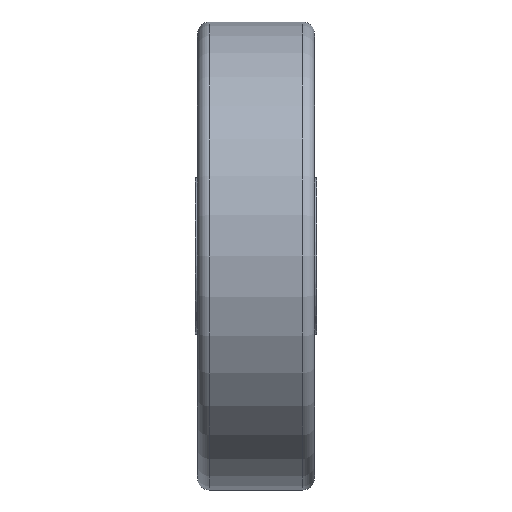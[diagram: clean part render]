
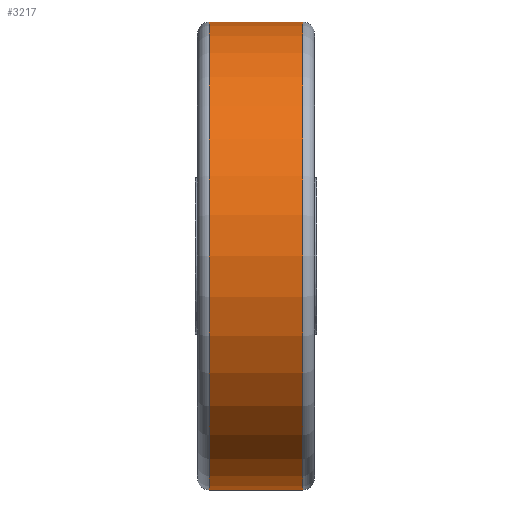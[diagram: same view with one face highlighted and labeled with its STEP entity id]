
A CAD part, front view. The second image highlights one B-rep face of the part: STEP entity #3217.
In plain terms, the highlighted cylindrical face has radius 100 mm (diameter 200 mm), a full revolution.
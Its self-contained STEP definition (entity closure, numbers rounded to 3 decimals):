
#348 = VERTEX_POINT ( 'NONE', #1594 ) ;
#404 = CARTESIAN_POINT ( 'NONE',  ( 20., 0., 0. ) ) ;
#571 = VERTEX_POINT ( 'NONE', #3736 ) ;
#803 = ORIENTED_EDGE ( 'NONE', *, *, #6943, .T. ) ;
#1046 = EDGE_CURVE ( 'NONE', #348, #348, #1458, .T. ) ;
#1187 = CARTESIAN_POINT ( 'NONE',  ( -20., 0., 0. ) ) ;
#1458 = CIRCLE ( 'NONE', #5395, 100. ) ;
#1512 = DIRECTION ( 'NONE',  ( -1., 0., 0. ) ) ;
#1594 = CARTESIAN_POINT ( 'NONE',  ( 20., 0., 100. ) ) ;
#1902 = DIRECTION ( 'NONE',  ( 0., 0., 1. ) ) ;
#2692 = AXIS2_PLACEMENT_3D ( 'NONE', #1187, #6361, #7777 ) ;
#3217 = ADVANCED_FACE ( 'NONE', ( #6780, #4906 ), #8405, .T. ) ;
#3400 = EDGE_LOOP ( 'NONE', ( #8198 ) ) ;
#3736 = CARTESIAN_POINT ( 'NONE',  ( -20., 0., -100. ) ) ;
#4049 = CIRCLE ( 'NONE', #2692, 100. ) ;
#4906 = FACE_OUTER_BOUND ( 'NONE', #7701, .T. ) ;
#5395 = AXIS2_PLACEMENT_3D ( 'NONE', #404, #9159, #1902 ) ;
#6361 = DIRECTION ( 'NONE',  ( 1., 0., 0. ) ) ;
#6596 = AXIS2_PLACEMENT_3D ( 'NONE', #7382, #1512, #8965 ) ;
#6780 = FACE_OUTER_BOUND ( 'NONE', #3400, .T. ) ;
#6943 = EDGE_CURVE ( 'NONE', #571, #571, #4049, .T. ) ;
#7382 = CARTESIAN_POINT ( 'NONE',  ( -32.872, 0., 0. ) ) ;
#7701 = EDGE_LOOP ( 'NONE', ( #803 ) ) ;
#7777 = DIRECTION ( 'NONE',  ( 0., 0., -1. ) ) ;
#8198 = ORIENTED_EDGE ( 'NONE', *, *, #1046, .T. ) ;
#8405 = CYLINDRICAL_SURFACE ( 'NONE', #6596, 100. ) ;
#8965 = DIRECTION ( 'NONE',  ( 0., 0., 1. ) ) ;
#9159 = DIRECTION ( 'NONE',  ( -1., 0., 0. ) ) ;
